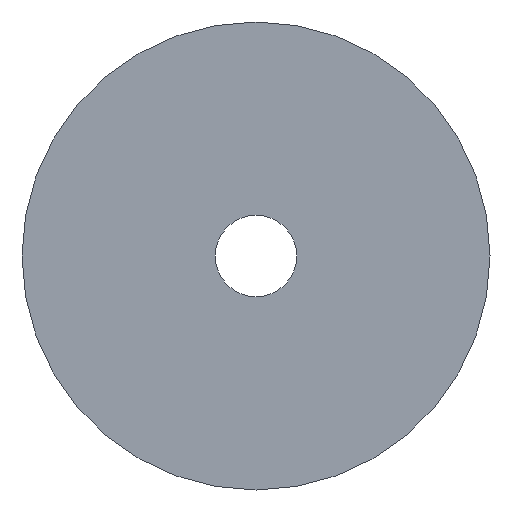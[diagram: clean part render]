
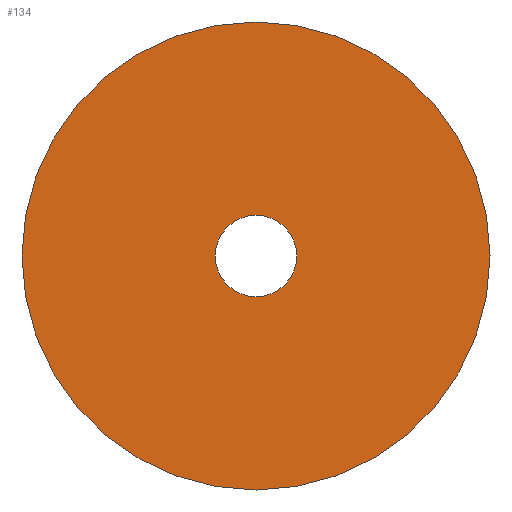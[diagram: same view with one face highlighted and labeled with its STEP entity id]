
A CAD part, front view. The second image highlights one B-rep face of the part: STEP entity #134.
In plain terms, the highlighted planar face has unit normal (0, -1, 0).
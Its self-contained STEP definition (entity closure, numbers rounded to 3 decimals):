
#1 = DIRECTION ( 'NONE',  ( 0., 0., 1. ) ) ;
#2 = DIRECTION ( 'NONE',  ( 0., 1., 0. ) ) ;
#3 = CARTESIAN_POINT ( 'NONE',  ( 2., -20., 0. ) ) ;
#4 = AXIS2_PLACEMENT_3D ( 'NONE', #3, #2, #1 ) ;
#5 = PLANE ( 'NONE',  #4 ) ;
#6 = FACE_BOUND ( 'NONE', #139, .T. ) ;
#7 = FACE_OUTER_BOUND ( 'NONE', #135, .T. ) ;
#8 = DIRECTION ( 'NONE',  ( 0., 0., 1. ) ) ;
#9 = DIRECTION ( 'NONE',  ( 0., 1., 0. ) ) ;
#10 = AXIS2_PLACEMENT_3D ( 'NONE', #15, #9, #8 ) ;
#11 = CIRCLE ( 'NONE', #10, 2. ) ;
#15 = CARTESIAN_POINT ( 'NONE',  ( 0., -20., 0. ) ) ;
#29 = CARTESIAN_POINT ( 'NONE',  ( 0., -20., -11.5 ) ) ;
#30 = DIRECTION ( 'NONE',  ( 0., 0., 1. ) ) ;
#31 = DIRECTION ( 'NONE',  ( 0., 1., 0. ) ) ;
#32 = CARTESIAN_POINT ( 'NONE',  ( 0., -20., 0. ) ) ;
#33 = AXIS2_PLACEMENT_3D ( 'NONE', #32, #31, #30 ) ;
#34 = CIRCLE ( 'NONE', #33, 11.5 ) ;
#35 = CARTESIAN_POINT ( 'NONE',  ( 0., -20., 11.5 ) ) ;
#74 = CARTESIAN_POINT ( 'NONE',  ( 0., -20., 2. ) ) ;
#75 = CARTESIAN_POINT ( 'NONE',  ( 0., -20., -2. ) ) ;
#76 = DIRECTION ( 'NONE',  ( 0., 0., 1. ) ) ;
#77 = DIRECTION ( 'NONE',  ( 0., 1., 0. ) ) ;
#78 = CARTESIAN_POINT ( 'NONE',  ( 0., -20., 0. ) ) ;
#79 = AXIS2_PLACEMENT_3D ( 'NONE', #78, #77, #76 ) ;
#84 = CIRCLE ( 'NONE', #79, 2. ) ;
#89 = EDGE_CURVE ( 'NONE', #90, #91, #84, .T. ) ;
#90 = VERTEX_POINT ( 'NONE', #75 ) ;
#91 = VERTEX_POINT ( 'NONE', #74 ) ;
#111 = VERTEX_POINT ( 'NONE', #35 ) ;
#113 = EDGE_CURVE ( 'NONE', #111, #114, #34, .T. ) ;
#114 = VERTEX_POINT ( 'NONE', #29 ) ;
#123 = ORIENTED_EDGE ( 'NONE', *, *, #131, .T. ) ;
#124 = ORIENTED_EDGE ( 'NONE', *, *, #89, .T. ) ;
#131 = EDGE_CURVE ( 'NONE', #91, #90, #11, .T. ) ;
#134 = ADVANCED_FACE ( 'NONE', ( #7, #6 ), #5, .F. ) ;
#135 = EDGE_LOOP ( 'NONE', ( #136, #138 ) ) ;
#136 = ORIENTED_EDGE ( 'NONE', *, *, #137, .F. ) ;
#137 = EDGE_CURVE ( 'NONE', #114, #111, #197, .T. ) ;
#138 = ORIENTED_EDGE ( 'NONE', *, *, #113, .F. ) ;
#139 = EDGE_LOOP ( 'NONE', ( #123, #124 ) ) ;
#194 = DIRECTION ( 'NONE',  ( 0., 1., 0. ) ) ;
#196 = DIRECTION ( 'NONE',  ( 0., 0., 1. ) ) ;
#197 = CIRCLE ( 'NONE', #213, 11.5 ) ;
#198 = CARTESIAN_POINT ( 'NONE',  ( 0., -20., 0. ) ) ;
#213 = AXIS2_PLACEMENT_3D ( 'NONE', #198, #194, #196 ) ;
